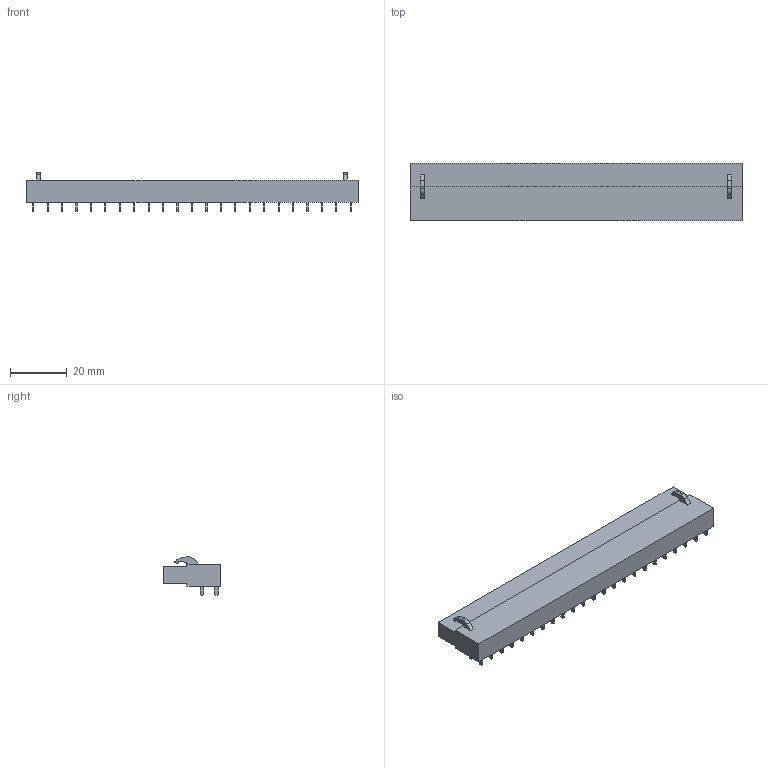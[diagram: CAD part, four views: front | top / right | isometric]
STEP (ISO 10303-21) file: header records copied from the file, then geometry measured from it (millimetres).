
FILE_DESCRIPTION(('CATIA V5 STEP Exchange','CAx-IF Rec.Pracs.--- Model Styling and Organization---1.2---2011-12-15'),'2;1');
FILE_NAME ('D1454278_0', '2018-09-01T03:03:41+00:00', ('none'), ('Weidmueller'), 'CATIA Version 5-6 Release 2014', 'CATIA V5 STEP AP214', 'none');
FILE_SCHEMA(('AUTOMOTIVE_DESIGN { 1 0 10303 214 1 1 1 1 }'));
Length unit declared in the file: millimetre
Products named in the file (1): 1648520000
Bounding box: 116.84 x 20.25 x 13.48 mm (x, y, z)
Volume: 16424.7 mm3; surface area: 7883.8 mm2
Topology: 47 solids, 47 shells, 713 faces, 1644 edges, 1096 vertices
Faces by surface type: plane 653, cone 46, cylinder 14
Entity records: 18015 total; most frequent: ORIENTED_EDGE 3288, CARTESIAN_POINT 3168, DIRECTION 2360, EDGE_CURVE 1644, VECTOR 1478, LINE 1478, VERTEX_POINT 1096, EDGE_LOOP 784
